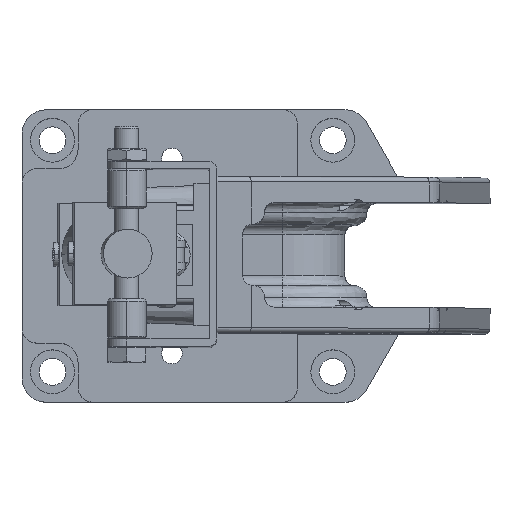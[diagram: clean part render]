
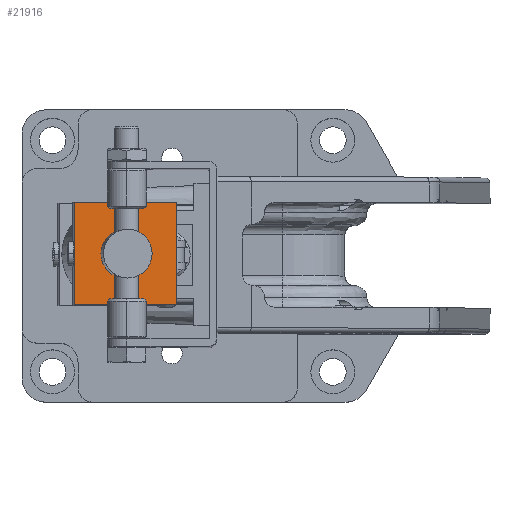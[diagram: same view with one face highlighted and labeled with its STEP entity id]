
A CAD part, top view. The second image highlights one B-rep face of the part: STEP entity #21916.
In plain terms, the highlighted face is planar.
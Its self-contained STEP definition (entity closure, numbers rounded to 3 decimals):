
#6094 = FACE_OUTER_BOUND ( 'NONE', #69628, .T. ) ;
#6101 = FACE_BOUND ( 'NONE', #69614, .T. ) ;
#20885 = EDGE_CURVE ( 'NONE', #66939, #66941, #23885, .T. ) ;
#20975 = EDGE_CURVE ( 'NONE', #66941, #66939, #24026, .T. ) ;
#20982 = EDGE_CURVE ( 'NONE', #66975, #66949, #24017, .T. ) ;
#20984 = EDGE_CURVE ( 'NONE', #66978, #66949, #24043, .T. ) ;
#20986 = EDGE_CURVE ( 'NONE', #66978, #66988, #24045, .T. ) ;
#20988 = EDGE_CURVE ( 'NONE', #66988, #66975, #24051, .T. ) ;
#21916 = ADVANCED_FACE ( 'NONE', ( #6101, #6094 ), #74355, .F. ) ;
#23885 = CIRCLE ( 'NONE', #31239, 10. ) ;
#24017 = LINE ( 'NONE', #48994, #24042 ) ;
#24021 = VECTOR ( 'NONE', #49014, 1000. ) ;
#24026 = CIRCLE ( 'NONE', #31309, 10. ) ;
#24042 = VECTOR ( 'NONE', #48993, 1000. ) ;
#24043 = LINE ( 'NONE', #49004, #24046 ) ;
#24045 = LINE ( 'NONE', #49009, #24050 ) ;
#24046 = VECTOR ( 'NONE', #49005, 1000. ) ;
#24050 = VECTOR ( 'NONE', #49010, 1000. ) ;
#24051 = LINE ( 'NONE', #49013, #24021 ) ;
#25274 = AXIS2_PLACEMENT_3D ( 'NONE', #74351, #74359, #74360 ) ;
#31239 = AXIS2_PLACEMENT_3D ( 'NONE', #48663, #48664, #48665 ) ;
#31309 = AXIS2_PLACEMENT_3D ( 'NONE', #48978, #48979, #48980 ) ;
#48663 = CARTESIAN_POINT ( 'NONE',  ( 162., 0., 0. ) ) ;
#48664 = DIRECTION ( 'NONE',  ( 1., 0., 0. ) ) ;
#48665 = DIRECTION ( 'NONE',  ( 0., 0., 1. ) ) ;
#48978 = CARTESIAN_POINT ( 'NONE',  ( 162., 0., 0. ) ) ;
#48979 = DIRECTION ( 'NONE',  ( 1., 0., 0. ) ) ;
#48980 = DIRECTION ( 'NONE',  ( 0., 0., 1. ) ) ;
#48993 = DIRECTION ( 'NONE',  ( 0., 1., 0. ) ) ;
#48994 = CARTESIAN_POINT ( 'NONE',  ( 162., 21., -21. ) ) ;
#49004 = CARTESIAN_POINT ( 'NONE',  ( 162., 21., 0. ) ) ;
#49005 = DIRECTION ( 'NONE',  ( 0., 0., -1. ) ) ;
#49009 = CARTESIAN_POINT ( 'NONE',  ( 162., 21., 21. ) ) ;
#49010 = DIRECTION ( 'NONE',  ( 0., -1., 0. ) ) ;
#49013 = CARTESIAN_POINT ( 'NONE',  ( 162., -21., 0. ) ) ;
#49014 = DIRECTION ( 'NONE',  ( 0., 0., -1. ) ) ;
#66939 = VERTEX_POINT ( 'NONE', #70988 ) ;
#66941 = VERTEX_POINT ( 'NONE', #70984 ) ;
#66949 = VERTEX_POINT ( 'NONE', #70989 ) ;
#66975 = VERTEX_POINT ( 'NONE', #71030 ) ;
#66978 = VERTEX_POINT ( 'NONE', #71034 ) ;
#66988 = VERTEX_POINT ( 'NONE', #71040 ) ;
#69614 = EDGE_LOOP ( 'NONE', ( #69617, #69620 ) ) ;
#69617 = ORIENTED_EDGE ( 'NONE', *, *, #20975, .F. ) ;
#69620 = ORIENTED_EDGE ( 'NONE', *, *, #20885, .F. ) ;
#69622 = ORIENTED_EDGE ( 'NONE', *, *, #20982, .T. ) ;
#69625 = ORIENTED_EDGE ( 'NONE', *, *, #20984, .F. ) ;
#69627 = ORIENTED_EDGE ( 'NONE', *, *, #20986, .T. ) ;
#69628 = EDGE_LOOP ( 'NONE', ( #69622, #69625, #69627, #69630 ) ) ;
#69630 = ORIENTED_EDGE ( 'NONE', *, *, #20988, .T. ) ;
#70984 = CARTESIAN_POINT ( 'NONE',  ( 162., 0., 10. ) ) ;
#70988 = CARTESIAN_POINT ( 'NONE',  ( 162., 0., -10. ) ) ;
#70989 = CARTESIAN_POINT ( 'NONE',  ( 162., 21., -21. ) ) ;
#71030 = CARTESIAN_POINT ( 'NONE',  ( 162., -21., -21. ) ) ;
#71034 = CARTESIAN_POINT ( 'NONE',  ( 162., 21., 21. ) ) ;
#71040 = CARTESIAN_POINT ( 'NONE',  ( 162., -21., 21. ) ) ;
#74351 = CARTESIAN_POINT ( 'NONE',  ( 162., 20., 0. ) ) ;
#74355 = PLANE ( 'NONE',  #25274 ) ;
#74359 = DIRECTION ( 'NONE',  ( -1., 0., 0. ) ) ;
#74360 = DIRECTION ( 'NONE',  ( 0., 0., 1. ) ) ;
